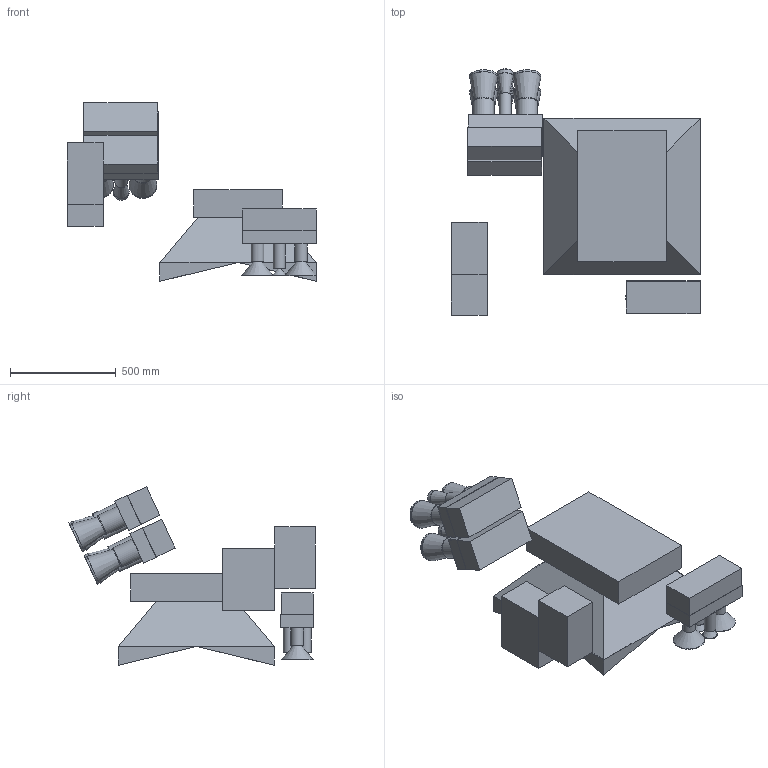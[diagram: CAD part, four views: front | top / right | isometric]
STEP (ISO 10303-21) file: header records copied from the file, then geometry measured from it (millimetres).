
FILE_DESCRIPTION(/* description */ ('TopDownASIMlayout'),/* implementation_level */ '2;1');
FILE_NAME(/* name */ 'ASIM-LayoutMaj08',/* time_stamp */ '2008-05-13T20:10:55+02:00',/* author */ ('Josef P.'),/* organization */ ('DTU-SPACE'),/* preprocessor_version */ 'ST-DEVELOPER v11',/* originating_system */ 'UGS - NX 5.0',/* authorisation */ '');
FILE_SCHEMA (('AP203_CONFIGURATION_CONTROLLED_3D_DESIGN_OF_MECHANICAL_PARTS_AND_ASSEMBLIES_MIM_LF'));
Length unit declared in the file: millimetre
Products named in the file (1): jose4853szls
Bounding box: 1179.93 x 1164.82 x 844.44 mm (x, y, z)
Volume: 51053908 mm3; surface area: 6515595.8 mm2
Topology: 34 solids, 36 shells, 243 faces, 470 edges, 310 vertices
Faces by surface type: plane 175, cylinder 44, cone 24
Full cylindrical faces by diameter (mm): 34 x6, 55 x6, 60 x2, 70 x10, 74.265 x4, 100 x8, 125 x4, 130.845 x4
Entity records: 5882 total; most frequent: DIRECTION 980, CARTESIAN_POINT 896, ORIENTED_EDGE 744, EDGE_CURVE 372, EDGE_LOOP 364, AXIS2_PLACEMENT_3D 364, VERTEX_POINT 280, LINE 252
